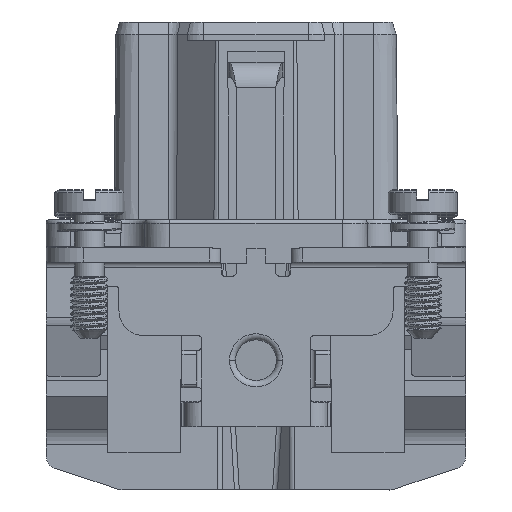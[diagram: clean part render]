
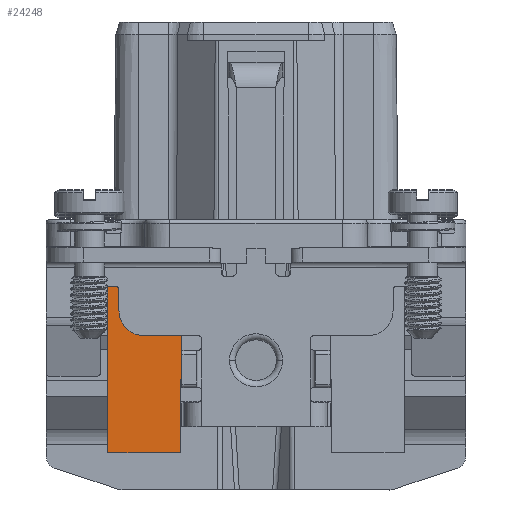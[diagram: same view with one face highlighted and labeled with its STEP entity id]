
A CAD part, front view. The second image highlights one B-rep face of the part: STEP entity #24248.
In plain terms, the highlighted planar face has unit normal (0, -1, -0.007).
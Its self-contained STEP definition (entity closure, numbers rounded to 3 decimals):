
#21778=PLANE('',#69411);
#24248=ADVANCED_FACE('',(#26870),#21778,.F.);
#26870=FACE_OUTER_BOUND('',#29360,.T.);
#29360=EDGE_LOOP('',(#42373,#42374,#42375,#42376));
#32737=LINE('',#98375,#36280);
#32764=LINE('',#98442,#36307);
#32767=LINE('',#98453,#36310);
#32768=LINE('',#98455,#36311);
#36280=VECTOR('',#75676,1.);
#36307=VECTOR('',#75749,1.);
#36310=VECTOR('',#75754,1.);
#36311=VECTOR('',#75757,1.);
#42373=ORIENTED_EDGE('',*,*,#61028,.F.);
#42374=ORIENTED_EDGE('',*,*,#61027,.T.);
#42375=ORIENTED_EDGE('',*,*,#61023,.T.);
#42376=ORIENTED_EDGE('',*,*,#60992,.T.);
#55499=VERTEX_POINT('',#98374);
#55500=VERTEX_POINT('',#98376);
#55513=VERTEX_POINT('',#98443);
#55514=VERTEX_POINT('',#98450);
#60992=EDGE_CURVE('',#55500,#55499,#32737,.T.);
#61023=EDGE_CURVE('',#55513,#55500,#32764,.T.);
#61027=EDGE_CURVE('',#55514,#55513,#32767,.T.);
#61028=EDGE_CURVE('',#55514,#55499,#32768,.T.);
#69411=AXIS2_PLACEMENT_3D('',#98456,#75758,#75759);
#75676=DIRECTION('',(0.,0.007,-1.));
#75749=DIRECTION('',(-1.,0.,0.));
#75754=DIRECTION('',(0.007,-0.007,1.));
#75757=DIRECTION('',(-1.,0.,0.));
#75758=DIRECTION('',(0.,1.,0.007));
#75759=DIRECTION('',(0.,0.007,-1.));
#98374=CARTESIAN_POINT('',(-12.,-61.334,1.));
#98375=CARTESIAN_POINT('',(-12.,-61.442,16.359));
#98376=CARTESIAN_POINT('',(-12.,-61.442,16.359));
#98442=CARTESIAN_POINT('',(-6.008,-61.442,16.359));
#98443=CARTESIAN_POINT('',(-6.008,-61.442,16.359));
#98450=CARTESIAN_POINT('',(-6.116,-61.334,1.));
#98453=CARTESIAN_POINT('',(-6.116,-61.334,1.));
#98455=CARTESIAN_POINT('',(-6.116,-61.334,1.));
#98456=CARTESIAN_POINT('',(-19.025,-61.45,17.551));
